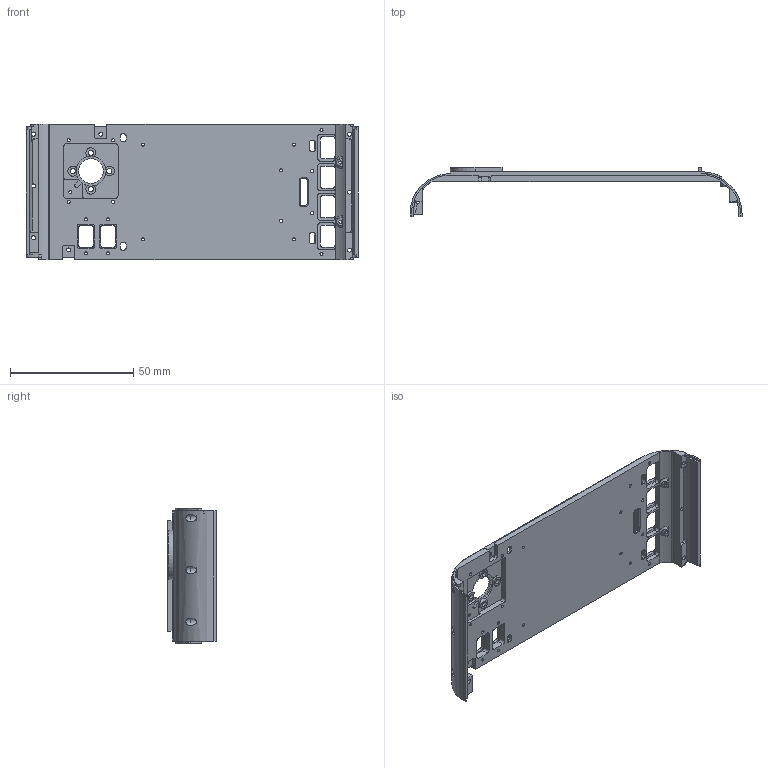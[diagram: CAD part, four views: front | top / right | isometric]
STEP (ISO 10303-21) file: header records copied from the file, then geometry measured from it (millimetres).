
FILE_DESCRIPTION(/* description */ ('','CAx-IF Rec.Pracs.---Representation and Presentation of Product Manufacturing Information (PMI)---4.0---2014-10-13'),/* implementation_level */ '2;1');
FILE_NAME(/* name */ 'Back.step',/* time_stamp */ '2025-03-23T15:19:43+02:00',/* author */ (''),/* organization */ (''),/* preprocessor_version */ 'ST-DEVELOPER v20',/* originating_system */ 'Autodesk Translation Framework v13.20.0.188',/* authorisation */ '');
FILE_SCHEMA (('AP242_MANAGED_MODEL_BASED_3D_ENGINEERING_MIM_LF { 1 0 10303 442 1 1 4 }'));
Length unit declared in the file: millimetre
Products named in the file (1): Back
Bounding box: 134.6 x 19.8 x 55 mm (x, y, z)
Volume: 12715.4 mm3; surface area: 19983.8 mm2
Topology: 1 solids, 1 shells, 401 faces, 1114 edges, 732 vertices
Faces by surface type: cylinder 196, plane 185, torus 16, cone 2, bspline 2
Full cylindrical faces by diameter (mm): 1.25 x23, 1.6 x8, 2.1 x4, 2.2 x4, 3 x12, 5 x2, 10 x1, 18 x1
Entity records: 14344 total; most frequent: CARTESIAN_POINT 3577, DIRECTION 2264, ORIENTED_EDGE 2228, EDGE_CURVE 1114, AXIS2_PLACEMENT_3D 812, VERTEX_POINT 732, LINE 640, VECTOR 640
